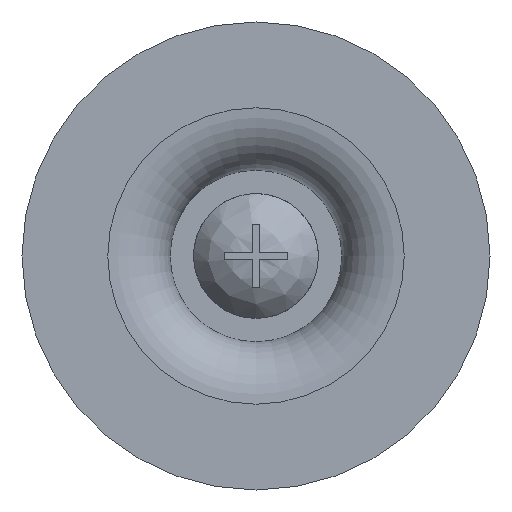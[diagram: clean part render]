
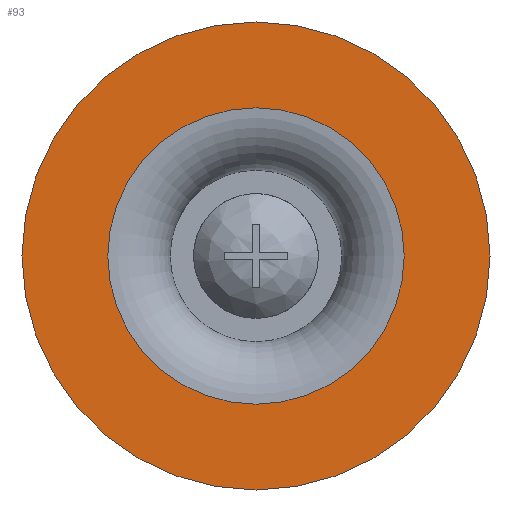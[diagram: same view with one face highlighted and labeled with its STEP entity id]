
A CAD part, front view. The second image highlights one B-rep face of the part: STEP entity #93.
In plain terms, the highlighted planar face has unit normal (0, -1, 0).
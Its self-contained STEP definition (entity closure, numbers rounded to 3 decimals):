
#93 = ADVANCED_FACE( '', ( #215, #216 ), #217, .F. );
#215 = FACE_BOUND( '', #404, .T. );
#216 = FACE_OUTER_BOUND( '', #405, .T. );
#217 = PLANE( '', #406 );
#404 = EDGE_LOOP( '', ( #625 ) );
#405 = EDGE_LOOP( '', ( #626 ) );
#406 = AXIS2_PLACEMENT_3D( '', #627, #628, #629 );
#625 = ORIENTED_EDGE( '', *, *, #939, .F. );
#626 = ORIENTED_EDGE( '', *, *, #940, .T. );
#627 = CARTESIAN_POINT( '', ( 15., 0., 0. ) );
#628 = DIRECTION( '', ( 0., 1., 0. ) );
#629 = DIRECTION( '', ( 0., 0., 1. ) );
#939 = EDGE_CURVE( '', #1120, #1120, #1121, .T. );
#940 = EDGE_CURVE( '', #1122, #1122, #1123, .T. );
#1120 = VERTEX_POINT( '', #1459 );
#1121 = CIRCLE( '', #1460, 9.5 );
#1122 = VERTEX_POINT( '', #1461 );
#1123 = CIRCLE( '', #1462, 15. );
#1459 = CARTESIAN_POINT( '', ( 0., 0., -9.5 ) );
#1460 = AXIS2_PLACEMENT_3D( '', #1645, #1646, #1647 );
#1461 = CARTESIAN_POINT( '', ( 0., 0., -15. ) );
#1462 = AXIS2_PLACEMENT_3D( '', #1648, #1649, #1650 );
#1645 = CARTESIAN_POINT( '', ( 0., 0., 0. ) );
#1646 = DIRECTION( '', ( 0., -1., 0. ) );
#1647 = DIRECTION( '', ( 0., 0., -1. ) );
#1648 = CARTESIAN_POINT( '', ( 0., 0., 0. ) );
#1649 = DIRECTION( '', ( 0., -1., 0. ) );
#1650 = DIRECTION( '', ( 0., 0., -1. ) );
